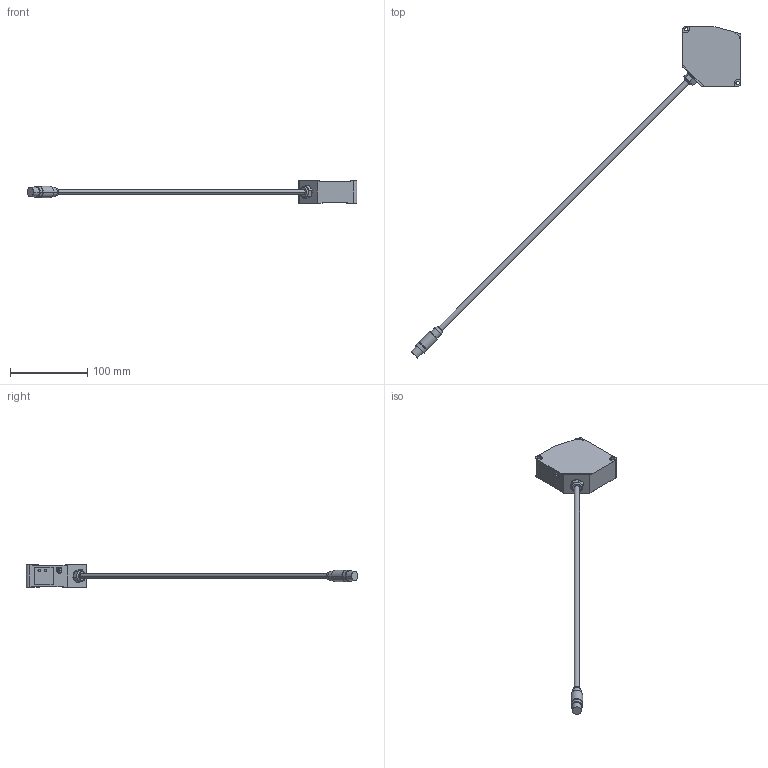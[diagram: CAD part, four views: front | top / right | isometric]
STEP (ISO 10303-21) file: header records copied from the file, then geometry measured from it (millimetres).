
FILE_DESCRIPTION(('Creo Elements/Direct Modeling STEP Export'),'2;1');
FILE_NAME('30mm.stp','2018-01-25T11:24:33',(''),(''),'PTC Creo Elements/Direct Modeling STEP processor for AP214 (Solid Model)','PTC Creo Elements/Direct Modeling 19.0 09-May-2014 (C) Parametric Technology GmbH','');
FILE_SCHEMA(('AUTOMOTIVE_DESIGN { 1 0 10303 214 1 1 1 1 }'));
Length unit declared in the file: millimetre
Products named in the file (1): 30mm
Bounding box: 427.16 x 430.16 x 29 mm (x, y, z)
Volume: 176873.6 mm3; surface area: 32399.5 mm2
Topology: 1 solids, 1 shells, 163 faces, 424 edges, 278 vertices
Faces by surface type: plane 90, cylinder 67, cone 4, sphere 2
Entity records: 6005 total; most frequent: ORIENTED_EDGE 848, CARTESIAN_POINT 793, DIRECTION 776, EDGE_CURVE 424, VERTEX_POINT 278, AXIS2_PLACEMENT_3D 261, VECTOR 254, LINE 254
